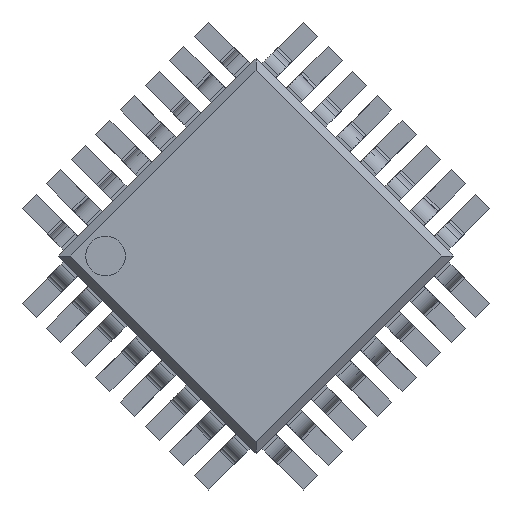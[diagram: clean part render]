
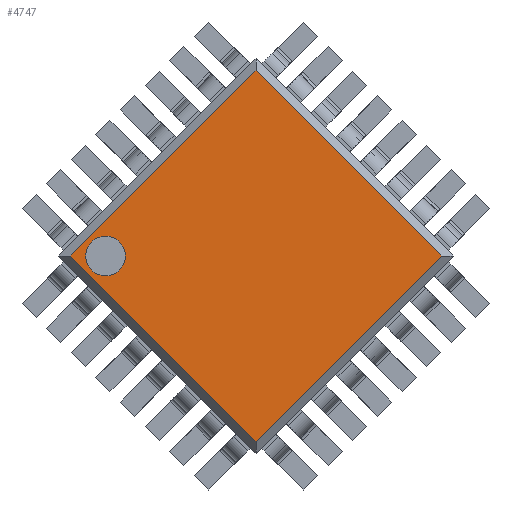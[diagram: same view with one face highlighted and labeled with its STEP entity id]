
A CAD part, front view. The second image highlights one B-rep face of the part: STEP entity #4747.
In plain terms, the highlighted planar face has unit normal (0, -1, 0).
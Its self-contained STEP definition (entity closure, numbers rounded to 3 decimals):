
#16 = VERTEX_POINT ( 'NONE', #2006 ) ;
#147 = AXIS2_PLACEMENT_3D ( 'NONE', #7849, #10473, #7743 ) ;
#513 = CARTESIAN_POINT ( 'NONE',  ( 22.704, -1.3, 9.329 ) ) ;
#542 = AXIS2_PLACEMENT_3D ( 'NONE', #10169, #5220, #8532 ) ;
#562 = VECTOR ( 'NONE', #8002, 1000. ) ;
#752 = ORIENTED_EDGE ( 'NONE', *, *, #3395, .T. ) ;
#1077 = CARTESIAN_POINT ( 'NONE',  ( 29.846, -1.3, 11.521 ) ) ;
#1472 = VERTEX_POINT ( 'NONE', #8668 ) ;
#1518 = VECTOR ( 'NONE', #8352, 1000. ) ;
#2006 = CARTESIAN_POINT ( 'NONE',  ( 27.75, -1.3, 13.617 ) ) ;
#2041 = EDGE_CURVE ( 'NONE', #3776, #8905, #3960, .T. ) ;
#2188 = VERTEX_POINT ( 'NONE', #7204 ) ;
#2847 = VECTOR ( 'NONE', #10454, 1000. ) ;
#3149 = EDGE_LOOP ( 'NONE', ( #752, #7276 ) ) ;
#3395 = EDGE_CURVE ( 'NONE', #1472, #6709, #8326, .T. ) ;
#3776 = VERTEX_POINT ( 'NONE', #10419 ) ;
#3960 = LINE ( 'NONE', #513, #2847 ) ;
#4171 = EDGE_CURVE ( 'NONE', #8905, #16, #6313, .T. ) ;
#4747 = ADVANCED_FACE ( 'NONE', ( #8907, #6621 ), #5807, .T. ) ;
#4883 = VECTOR ( 'NONE', #5552, 1000. ) ;
#4997 = ORIENTED_EDGE ( 'NONE', *, *, #7260, .F. ) ;
#5220 = DIRECTION ( 'NONE',  ( 0., 1., 0. ) ) ;
#5342 = ORIENTED_EDGE ( 'NONE', *, *, #4171, .F. ) ;
#5458 = EDGE_CURVE ( 'NONE', #2188, #3776, #7136, .T. ) ;
#5510 = CARTESIAN_POINT ( 'NONE',  ( 27.371, -1.3, 3.904 ) ) ;
#5552 = DIRECTION ( 'NONE',  ( 0.707, 0., 0.707 ) ) ;
#5698 = DIRECTION ( 'NONE',  ( 0., 0., -1. ) ) ;
#5807 = PLANE ( 'NONE',  #10065 ) ;
#6264 = CARTESIAN_POINT ( 'NONE',  ( 25.179, -1.3, 11.046 ) ) ;
#6308 = CARTESIAN_POINT ( 'NONE',  ( 24.471, -1.3, 8.95 ) ) ;
#6313 = LINE ( 'NONE', #6264, #4883 ) ;
#6322 = ORIENTED_EDGE ( 'NONE', *, *, #2041, .F. ) ;
#6508 = DIRECTION ( 'NONE',  ( 0., -1., 0. ) ) ;
#6621 = FACE_BOUND ( 'NONE', #3149, .T. ) ;
#6709 = VERTEX_POINT ( 'NONE', #6308 ) ;
#6893 = ORIENTED_EDGE ( 'NONE', *, *, #5458, .F. ) ;
#6900 = CIRCLE ( 'NONE', #147, 0.499 ) ;
#7136 = LINE ( 'NONE', #5510, #562 ) ;
#7204 = CARTESIAN_POINT ( 'NONE',  ( 32.417, -1.3, 8.95 ) ) ;
#7260 = EDGE_CURVE ( 'NONE', #16, #2188, #9269, .T. ) ;
#7276 = ORIENTED_EDGE ( 'NONE', *, *, #7359, .T. ) ;
#7359 = EDGE_CURVE ( 'NONE', #6709, #1472, #6900, .T. ) ;
#7743 = DIRECTION ( 'NONE',  ( -1., 0., 0. ) ) ;
#7849 = CARTESIAN_POINT ( 'NONE',  ( 23.973, -1.3, 8.95 ) ) ;
#8002 = DIRECTION ( 'NONE',  ( -0.707, 0., -0.707 ) ) ;
#8326 = CIRCLE ( 'NONE', #542, 0.499 ) ;
#8352 = DIRECTION ( 'NONE',  ( 0.707, 0., -0.707 ) ) ;
#8532 = DIRECTION ( 'NONE',  ( -1., 0., 0. ) ) ;
#8668 = CARTESIAN_POINT ( 'NONE',  ( 23.474, -1.3, 8.95 ) ) ;
#8905 = VERTEX_POINT ( 'NONE', #9204 ) ;
#8907 = FACE_OUTER_BOUND ( 'NONE', #9741, .T. ) ;
#9204 = CARTESIAN_POINT ( 'NONE',  ( 23.083, -1.3, 8.95 ) ) ;
#9269 = LINE ( 'NONE', #1077, #1518 ) ;
#9741 = EDGE_LOOP ( 'NONE', ( #6322, #6893, #4997, #5342 ) ) ;
#9942 = CARTESIAN_POINT ( 'NONE',  ( 21.85, -1.3, 8.95 ) ) ;
#10065 = AXIS2_PLACEMENT_3D ( 'NONE', #9942, #6508, #5698 ) ;
#10169 = CARTESIAN_POINT ( 'NONE',  ( 23.973, -1.3, 8.95 ) ) ;
#10419 = CARTESIAN_POINT ( 'NONE',  ( 27.75, -1.3, 4.283 ) ) ;
#10454 = DIRECTION ( 'NONE',  ( -0.707, 0., 0.707 ) ) ;
#10473 = DIRECTION ( 'NONE',  ( 0., 1., 0. ) ) ;
